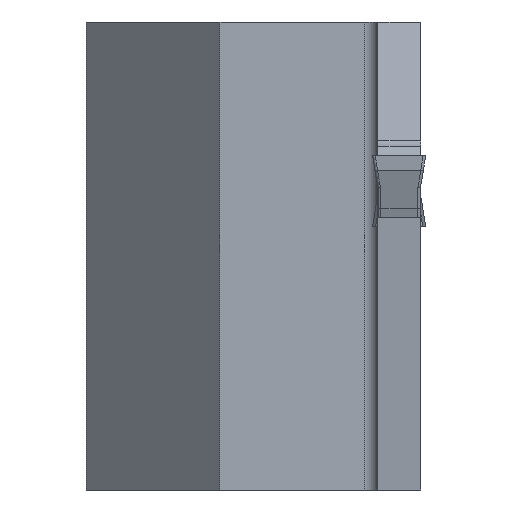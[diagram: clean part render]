
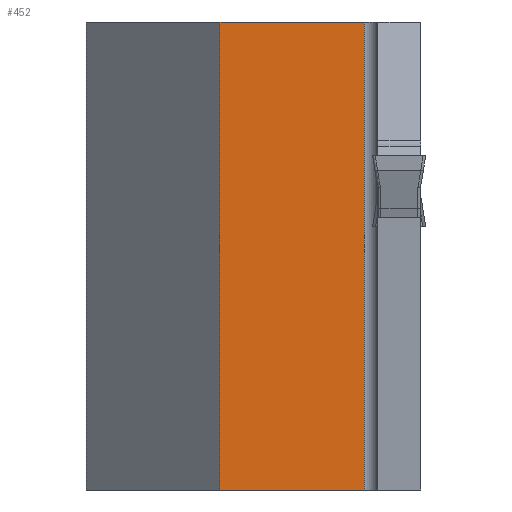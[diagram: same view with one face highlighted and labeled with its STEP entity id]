
A CAD part, left-side view. The second image highlights one B-rep face of the part: STEP entity #452.
In plain terms, the highlighted planar face has unit normal (-1, 0, 0).
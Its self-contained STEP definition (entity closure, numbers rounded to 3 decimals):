
#452=ADVANCED_FACE('',(#539),#502,.T.);
#502=PLANE('',#1367);
#539=FACE_OUTER_BOUND('',#590,.T.);
#590=EDGE_LOOP('',(#698,#699,#700,#701));
#698=ORIENTED_EDGE('',*,*,#1040,.F.);
#699=ORIENTED_EDGE('',*,*,#1046,.T.);
#700=ORIENTED_EDGE('',*,*,#1033,.T.);
#701=ORIENTED_EDGE('',*,*,#1027,.T.);
#935=VERTEX_POINT('',#1758);
#936=VERTEX_POINT('',#1760);
#937=VERTEX_POINT('',#1770);
#942=VERTEX_POINT('',#1782);
#1027=EDGE_CURVE('',#936,#935,#1158,.T.);
#1033=EDGE_CURVE('',#937,#936,#1163,.T.);
#1040=EDGE_CURVE('',#942,#935,#1170,.T.);
#1046=EDGE_CURVE('',#942,#937,#1175,.T.);
#1158=LINE('',#1759,#1263);
#1163=LINE('',#1769,#1268);
#1170=LINE('',#1783,#1275);
#1175=LINE('',#1794,#1280);
#1263=VECTOR('',#1472,1.);
#1268=VECTOR('',#1485,1.);
#1275=VECTOR('',#1494,1.);
#1280=VECTOR('',#1505,1.);
#1367=AXIS2_PLACEMENT_3D('',#1795,#1506,#1507);
#1472=DIRECTION('',(0.,0.,1.));
#1485=DIRECTION('',(0.,-1.,0.));
#1494=DIRECTION('',(0.,-1.,0.));
#1505=DIRECTION('',(0.,0.,-1.));
#1506=DIRECTION('',(-1.,0.,0.));
#1507=DIRECTION('',(0.,-1.,0.));
#1758=CARTESIAN_POINT('',(23.,4.2,10.));
#1759=CARTESIAN_POINT('',(23.,4.2,10.));
#1760=CARTESIAN_POINT('',(23.,4.2,-25.));
#1769=CARTESIAN_POINT('',(23.,25.,-25.));
#1770=CARTESIAN_POINT('',(23.,15.,-25.));
#1782=CARTESIAN_POINT('',(23.,15.,10.));
#1783=CARTESIAN_POINT('',(23.,25.,10.));
#1794=CARTESIAN_POINT('',(23.,15.,10.));
#1795=CARTESIAN_POINT('',(23.,25.,10.));
